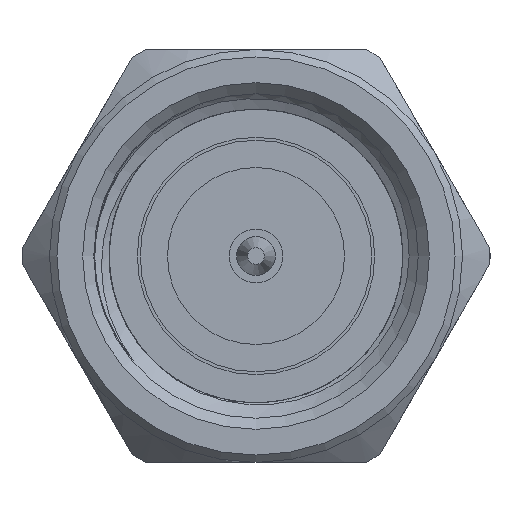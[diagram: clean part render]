
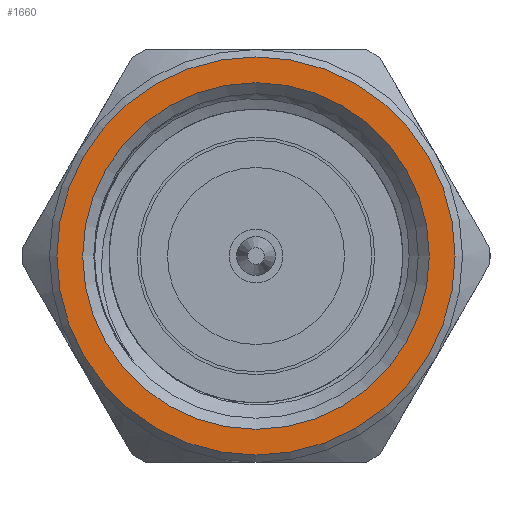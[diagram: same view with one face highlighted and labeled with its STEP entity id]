
A CAD part, left-side view. The second image highlights one B-rep face of the part: STEP entity #1660.
In plain terms, the highlighted planar face has unit normal (-1, 0, 0).
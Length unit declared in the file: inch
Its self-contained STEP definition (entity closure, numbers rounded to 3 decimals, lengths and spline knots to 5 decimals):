
#31 = DIRECTION ( 'NONE',  ( 1., 0., 0. ) ) ;
#181 = DIRECTION ( 'NONE',  ( -1., 0., 0. ) ) ;
#293 = EDGE_CURVE ( 'NONE', #2240, #2240, #4649, .T. ) ;
#510 = CIRCLE ( 'NONE', #1948, 0.27 ) ;
#749 = FACE_BOUND ( 'NONE', #3329, .T. ) ;
#970 = DIRECTION ( 'NONE',  ( 0., 1., 0. ) ) ;
#1037 = FACE_OUTER_BOUND ( 'NONE', #4749, .T. ) ;
#1252 = EDGE_CURVE ( 'NONE', #4953, #4953, #510, .T. ) ;
#1660 = ADVANCED_FACE ( 'NONE', ( #1037, #749 ), #1930, .F. ) ;
#1698 = CARTESIAN_POINT ( 'NONE',  ( 0., 0., 0. ) ) ;
#1843 = ORIENTED_EDGE ( 'NONE', *, *, #1252, .T. ) ;
#1930 = PLANE ( 'NONE',  #4712 ) ;
#1948 = AXIS2_PLACEMENT_3D ( 'NONE', #1698, #181, #2810 ) ;
#2094 = CARTESIAN_POINT ( 'NONE',  ( 0., 0., 0.27 ) ) ;
#2240 = VERTEX_POINT ( 'NONE', #4436 ) ;
#2810 = DIRECTION ( 'NONE',  ( 0., 0., 1. ) ) ;
#3329 = EDGE_LOOP ( 'NONE', ( #4410 ) ) ;
#3462 = AXIS2_PLACEMENT_3D ( 'NONE', #3624, #4035, #970 ) ;
#3624 = CARTESIAN_POINT ( 'NONE',  ( 0., 0., 0. ) ) ;
#4035 = DIRECTION ( 'NONE',  ( 1., 0., 0. ) ) ;
#4341 = DIRECTION ( 'NONE',  ( 0., 1., 0. ) ) ;
#4410 = ORIENTED_EDGE ( 'NONE', *, *, #293, .T. ) ;
#4436 = CARTESIAN_POINT ( 'NONE',  ( 0., 0.235, 0. ) ) ;
#4642 = CARTESIAN_POINT ( 'NONE',  ( 0., 0.27, 0. ) ) ;
#4649 = CIRCLE ( 'NONE', #3462, 0.235 ) ;
#4712 = AXIS2_PLACEMENT_3D ( 'NONE', #4642, #31, #4341 ) ;
#4749 = EDGE_LOOP ( 'NONE', ( #1843 ) ) ;
#4953 = VERTEX_POINT ( 'NONE', #2094 ) ;
